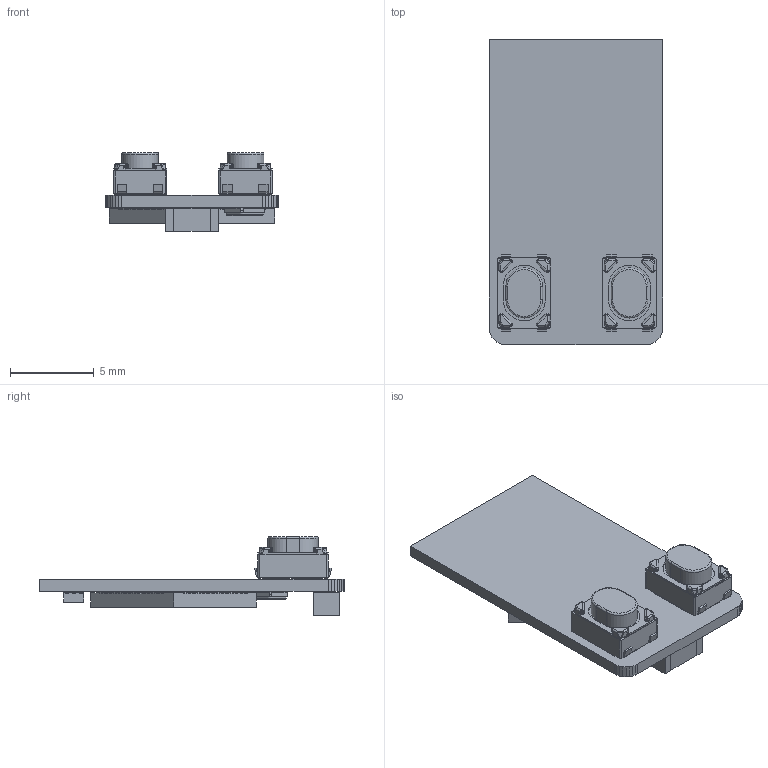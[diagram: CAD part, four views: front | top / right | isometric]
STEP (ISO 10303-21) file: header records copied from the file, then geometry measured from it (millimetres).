
FILE_DESCRIPTION(('KiCad electronic assembly'),'2;1');
FILE_NAME('PMK_Dongle.step','2023-04-30T00:25:18',('Pcbnew'),('Kicad'), 'Open CASCADE STEP processor 7.6','KiCad to STEP converter','Unknown' );
FILE_SCHEMA(('AUTOMOTIVE_DESIGN { 1 0 10303 214 1 1 1 1 }'));
Length unit declared in the file: millimetre
Products named in the file (12): PMK_Dongle 1; SKRPABE010; SOLID; NX2016SA-32M-EXS00A-CS06465; COMPOUND; MIC5528-3.3YMT-T5; 2450AT18A100E; ESP32-S2FH4; PCB
Assembly tree (12 placements, depth 3):
  PMK_Dongle 1
    SKRPABE010  x2
      SOLID
    NX2016SA-32M-EXS00A-CS06465
      COMPOUND
    MIC5528-3.3YMT-T5
      COMPOUND
    2450AT18A100E
      COMPOUND
    ESP32-S2FH4
      COMPOUND
    PCB
Bounding box: 10.4 x 18.3 x 4.72 mm (x, y, z)
Volume: 242.3 mm3; surface area: 779.2 mm2
Topology: 74 solids, 74 shells, 1170 faces, 2737 edges, 1618 vertices
Faces by surface type: plane 706, cylinder 348, sphere 80, bspline 32, torus 4
Full cylindrical faces by diameter (mm): 0.15 x1, 0.875 x1
Entity records: 52158 total; most frequent: CARTESIAN_POINT 12527, DIRECTION 7372, LINE 4710, VECTOR 4710, ORIENTED_EDGE 3762, PCURVE 3762, DEFINITIONAL_REPRESENTATION 3762, EDGE_CURVE 1881
